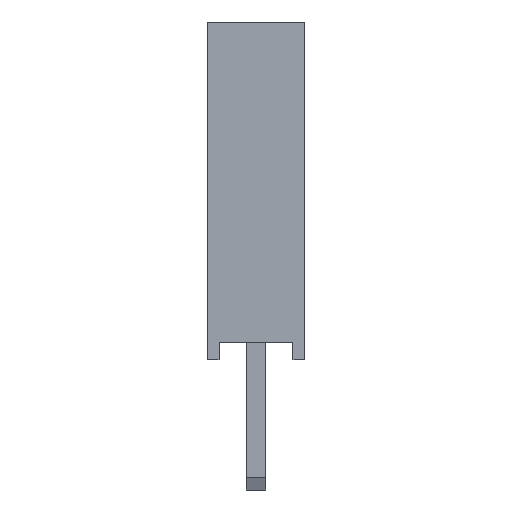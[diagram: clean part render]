
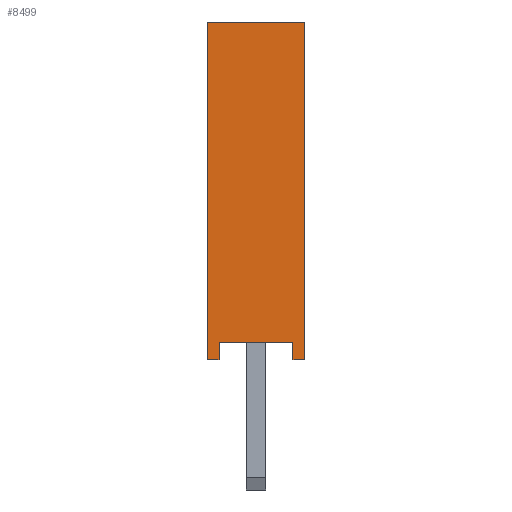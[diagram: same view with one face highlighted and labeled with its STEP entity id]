
A CAD part, left-side view. The second image highlights one B-rep face of the part: STEP entity #8499.
In plain terms, the highlighted planar face has unit normal (-1, 0, 0).
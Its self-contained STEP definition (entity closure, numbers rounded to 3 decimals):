
#229=FACE_OUTER_BOUND('',#703,.T.);
#703=EDGE_LOOP('',(#5583,#5584,#5585,#5586,#5587,#5588,#5589,#5590));
#1250=LINE('',#11904,#2360);
#1254=LINE('',#11913,#2364);
#1258=LINE('',#11920,#2368);
#1260=LINE('',#11926,#2370);
#1267=LINE('',#11940,#2377);
#1269=LINE('',#11944,#2379);
#1271=LINE('',#11948,#2381);
#1273=LINE('',#11951,#2383);
#2360=VECTOR('',#9673,10.);
#2364=VECTOR('',#9679,10.);
#2368=VECTOR('',#9685,10.);
#2370=VECTOR('',#9693,10.);
#2377=VECTOR('',#9704,10.);
#2379=VECTOR('',#9708,10.);
#2381=VECTOR('',#9712,10.);
#2383=VECTOR('',#9716,10.);
#3445=VERTEX_POINT('',#11902);
#3446=VERTEX_POINT('',#11903);
#3449=VERTEX_POINT('',#11911);
#3450=VERTEX_POINT('',#11912);
#3453=VERTEX_POINT('',#11925);
#3458=VERTEX_POINT('',#11939);
#3459=VERTEX_POINT('',#11943);
#3460=VERTEX_POINT('',#11947);
#4258=EDGE_CURVE('',#3445,#3446,#1250,.T.);
#4262=EDGE_CURVE('',#3449,#3450,#1254,.T.);
#4266=EDGE_CURVE('',#3446,#3449,#1258,.T.);
#4268=EDGE_CURVE('',#3450,#3453,#1260,.T.);
#4275=EDGE_CURVE('',#3458,#3445,#1267,.T.);
#4277=EDGE_CURVE('',#3459,#3458,#1269,.T.);
#4279=EDGE_CURVE('',#3460,#3459,#1271,.T.);
#4281=EDGE_CURVE('',#3453,#3460,#1273,.T.);
#5583=ORIENTED_EDGE('',*,*,#4275,.F.);
#5584=ORIENTED_EDGE('',*,*,#4277,.F.);
#5585=ORIENTED_EDGE('',*,*,#4279,.F.);
#5586=ORIENTED_EDGE('',*,*,#4281,.F.);
#5587=ORIENTED_EDGE('',*,*,#4268,.F.);
#5588=ORIENTED_EDGE('',*,*,#4262,.F.);
#5589=ORIENTED_EDGE('',*,*,#4266,.F.);
#5590=ORIENTED_EDGE('',*,*,#4258,.F.);
#7775=PLANE('',#9000);
#8499=ADVANCED_FACE('',(#229),#7775,.F.);
#9000=AXIS2_PLACEMENT_3D('',#11952,#9717,#9718);
#9673=DIRECTION('',(0.,0.,1.));
#9679=DIRECTION('',(0.,0.,-1.));
#9685=DIRECTION('',(0.,-1.,0.));
#9693=DIRECTION('',(0.,1.,0.));
#9704=DIRECTION('',(0.,1.,0.));
#9708=DIRECTION('',(0.,0.,-1.));
#9712=DIRECTION('',(0.,1.,0.));
#9716=DIRECTION('',(0.,0.,1.));
#9717=DIRECTION('center_axis',(1.,0.,0.));
#9718=DIRECTION('ref_axis',(0.,0.,-1.));
#11902=CARTESIAN_POINT('',(-1.317,1.238,0.));
#11903=CARTESIAN_POINT('',(-1.317,1.238,8.575));
#11904=CARTESIAN_POINT('',(-1.317,1.238,2.144));
#11911=CARTESIAN_POINT('',(-1.317,-1.238,8.575));
#11912=CARTESIAN_POINT('',(-1.317,-1.238,0.));
#11913=CARTESIAN_POINT('',(-1.317,-1.238,2.144));
#11920=CARTESIAN_POINT('',(-1.317,-1.238,8.575));
#11925=CARTESIAN_POINT('',(-1.317,-0.938,0.));
#11926=CARTESIAN_POINT('',(-1.317,-1.238,0.));
#11939=CARTESIAN_POINT('',(-1.317,0.938,0.));
#11940=CARTESIAN_POINT('',(-1.317,-1.238,0.));
#11943=CARTESIAN_POINT('',(-1.317,0.938,0.448));
#11944=CARTESIAN_POINT('',(-1.317,0.938,0.));
#11947=CARTESIAN_POINT('',(-1.317,-0.938,0.448));
#11948=CARTESIAN_POINT('',(-1.317,-0.15,0.448));
#11951=CARTESIAN_POINT('',(-1.317,-0.938,0.224));
#11952=CARTESIAN_POINT('Origin',(-1.317,-1.238,0.));
